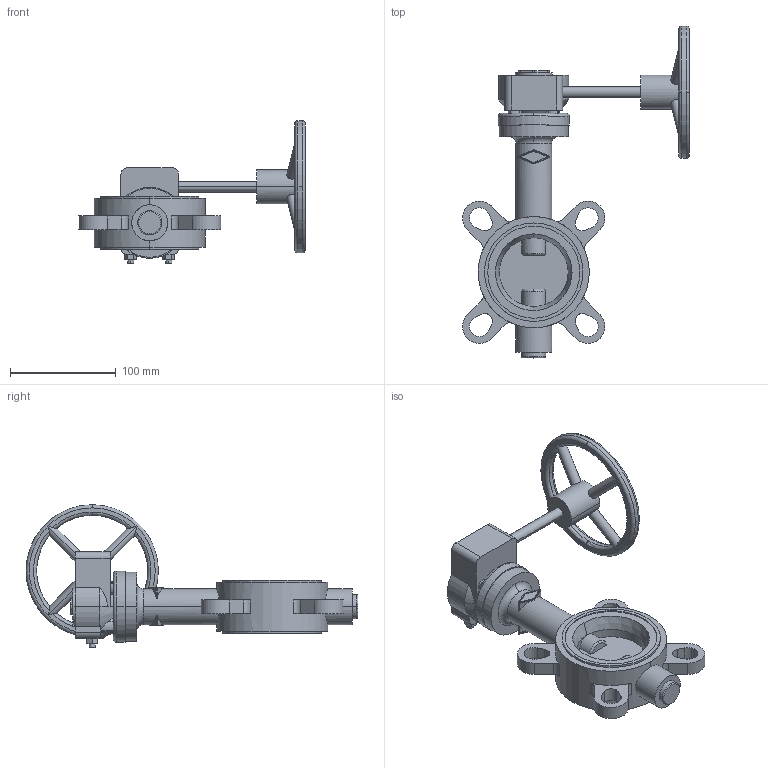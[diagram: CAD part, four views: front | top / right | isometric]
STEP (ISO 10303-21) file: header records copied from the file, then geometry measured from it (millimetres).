
FILE_DESCRIPTION( ( '' ), '1' );
FILE_NAME( 'c000006559.stp', '2017-03-13T09:41:32', ( '' ), ( '' ), ' ', ' ', ' ' );
FILE_SCHEMA( ( 'CONFIG_CONTROL_DESIGN' ) );
Length unit declared in the file: millimetre
Products named in the file (2): 1; 2
Bounding box: 214.2 x 313.5 x 134.8 mm (x, y, z)
Volume: 723728.1 mm3; surface area: 119808.3 mm2
Topology: 2 solids, 2 shells, 279 faces, 769 edges, 514 vertices
Faces by surface type: plane 127, cylinder 114, torus 26, cone 12
Entity records: 10639 total; most frequent: CARTESIAN_POINT 3270, DIRECTION 1559, ORIENTED_EDGE 1538, EDGE_CURVE 769, AXIS2_PLACEMENT_3D 606, VERTEX_POINT 514, LINE 347, VECTOR 347
